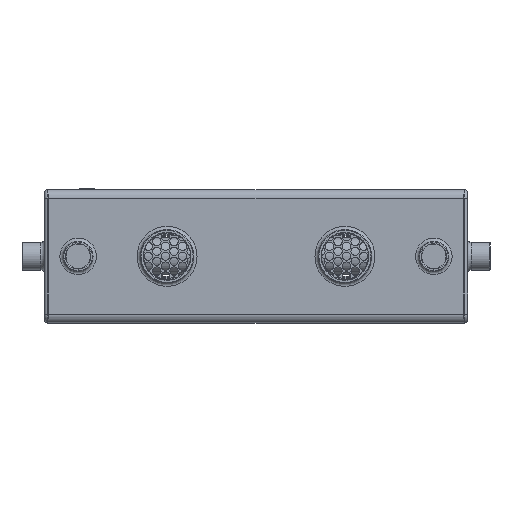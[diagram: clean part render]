
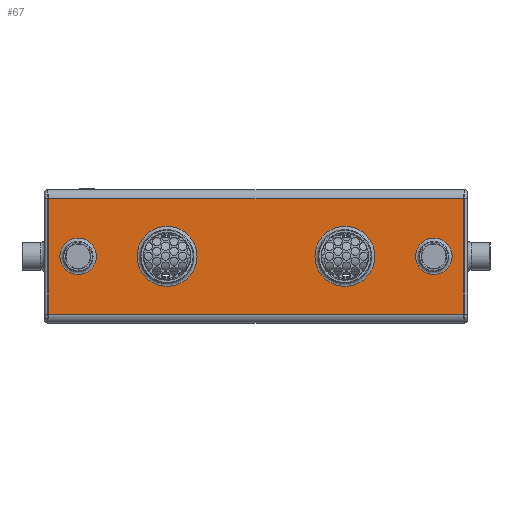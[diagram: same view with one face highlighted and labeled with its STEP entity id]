
A CAD part, left-side view. The second image highlights one B-rep face of the part: STEP entity #67.
In plain terms, the highlighted planar face has unit normal (-1, 0, 0).
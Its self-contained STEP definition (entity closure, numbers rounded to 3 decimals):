
#67=ADVANCED_FACE('',(#8905,#8907,#8909,#8911,#8913),#8915,.T.);
#8905=FACE_BOUND('',#8906,.T.);
#8906=EDGE_LOOP('',(#18725,#18726,#18727,#18728));
#8907=FACE_BOUND('',#8908,.T.);
#8908=EDGE_LOOP('',(#18729));
#8909=FACE_BOUND('',#8910,.T.);
#8910=EDGE_LOOP('',(#18730));
#8911=FACE_BOUND('',#8912,.T.);
#8912=EDGE_LOOP('',(#18731));
#8913=FACE_BOUND('',#8914,.T.);
#8914=EDGE_LOOP('',(#18732));
#8915=PLANE('',#8916);
#8916=AXIS2_PLACEMENT_3D('',#8917,#8918,#8919);
#8917=CARTESIAN_POINT('',(-60.,0.,-52.));
#8918=DIRECTION('',(-1.,0.,0.));
#8919=DIRECTION('',(0.,0.,1.));
#18725=ORIENTED_EDGE('',*,*,#22617,.T.);
#18726=ORIENTED_EDGE('',*,*,#22618,.T.);
#18727=ORIENTED_EDGE('',*,*,#22619,.F.);
#18728=ORIENTED_EDGE('',*,*,#22620,.T.);
#18729=ORIENTED_EDGE('',*,*,#22621,.F.);
#18730=ORIENTED_EDGE('',*,*,#22622,.F.);
#18731=ORIENTED_EDGE('',*,*,#22623,.F.);
#18732=ORIENTED_EDGE('',*,*,#22624,.F.);
#22617=EDGE_CURVE('',#24566,#24567,#24568,.T.);
#22618=EDGE_CURVE('',#24567,#24569,#24570,.F.);
#22619=EDGE_CURVE('',#24571,#24569,#24572,.T.);
#22620=EDGE_CURVE('',#24571,#24566,#24573,.T.);
#22621=EDGE_CURVE('',#24574,#24574,#24575,.T.);
#22622=EDGE_CURVE('',#24576,#24576,#24577,.T.);
#22623=EDGE_CURVE('',#24578,#24578,#24579,.T.);
#22624=EDGE_CURVE('',#24580,#24580,#24581,.T.);
#24566=VERTEX_POINT('',#28097);
#24567=VERTEX_POINT('',#28098);
#24568=LINE('',#28099,#28100);
#24569=VERTEX_POINT('',#28102);
#24570=LINE('',#28103,#28104);
#24571=VERTEX_POINT('',#28106);
#24572=LINE('',#28107,#28108);
#24573=LINE('',#28110,#28111);
#24574=VERTEX_POINT('',#28113);
#24575=CIRCLE('',#28114,16.4);
#24576=VERTEX_POINT('',#28118);
#24577=CIRCLE('',#28119,27.);
#24578=VERTEX_POINT('',#28123);
#24579=CIRCLE('',#28124,27.);
#24580=VERTEX_POINT('',#28128);
#24581=CIRCLE('',#28129,16.4);
#28097=CARTESIAN_POINT('',(-60.,-1.,52.));
#28098=CARTESIAN_POINT('',(-60.,374.,52.));
#28099=CARTESIAN_POINT('',(-60.,-1.,52.));
#28100=VECTOR('',#28101,1.);
#28101=DIRECTION('',(0.,1.,0.));
#28102=CARTESIAN_POINT('',(-60.,374.,-52.));
#28103=CARTESIAN_POINT('',(-60.,374.,-52.));
#28104=VECTOR('',#28105,1.);
#28105=DIRECTION('',(0.,0.,1.));
#28106=CARTESIAN_POINT('',(-60.,-1.,-52.));
#28107=CARTESIAN_POINT('',(-60.,-1.,-52.));
#28108=VECTOR('',#28109,1.);
#28109=DIRECTION('',(0.,1.,0.));
#28110=CARTESIAN_POINT('',(-60.,-1.,-52.));
#28111=VECTOR('',#28112,1.);
#28112=DIRECTION('',(0.,0.,1.));
#28113=CARTESIAN_POINT('',(-60.,42.9,0.));
#28114=AXIS2_PLACEMENT_3D('',#28115,#28116,#28117);
#28115=CARTESIAN_POINT('',(-60.,26.5,0.));
#28116=DIRECTION('',(-1.,0.,0.));
#28117=DIRECTION('',(0.,1.,0.));
#28118=CARTESIAN_POINT('',(-60.,79.5,0.));
#28119=AXIS2_PLACEMENT_3D('',#28120,#28121,#28122);
#28120=CARTESIAN_POINT('',(-60.,106.5,0.));
#28121=DIRECTION('',(-1.,0.,0.));
#28122=DIRECTION('',(0.,-1.,0.));
#28123=CARTESIAN_POINT('',(-60.,239.5,0.));
#28124=AXIS2_PLACEMENT_3D('',#28125,#28126,#28127);
#28125=CARTESIAN_POINT('',(-60.,266.5,0.));
#28126=DIRECTION('',(-1.,0.,0.));
#28127=DIRECTION('',(0.,-1.,0.));
#28128=CARTESIAN_POINT('',(-60.,362.9,0.));
#28129=AXIS2_PLACEMENT_3D('',#28130,#28131,#28132);
#28130=CARTESIAN_POINT('',(-60.,346.5,0.));
#28131=DIRECTION('',(-1.,0.,0.));
#28132=DIRECTION('',(0.,1.,0.));
